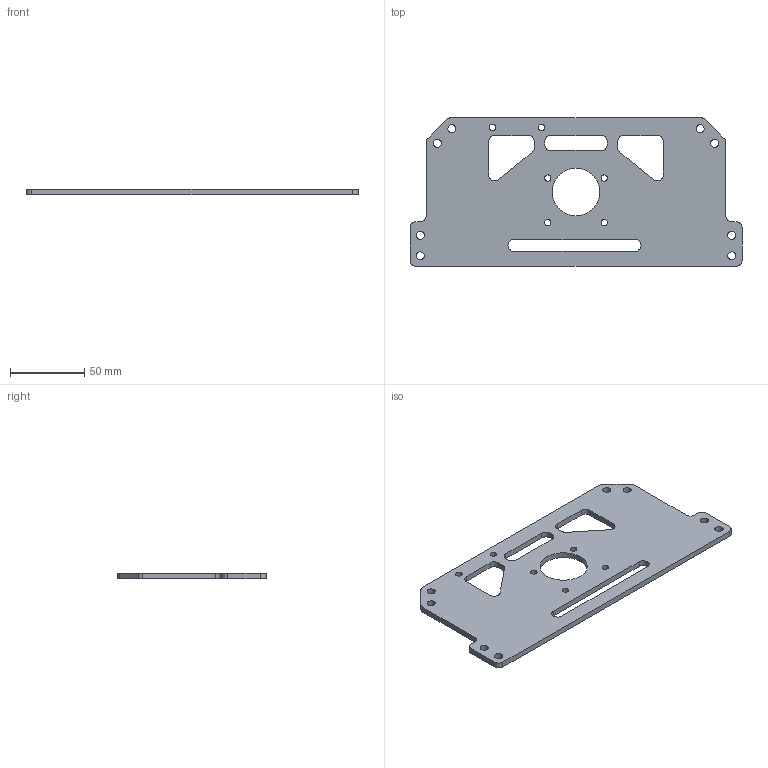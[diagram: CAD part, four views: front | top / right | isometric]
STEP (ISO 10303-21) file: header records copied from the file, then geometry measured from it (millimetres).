
FILE_DESCRIPTION (( 'STEP AP214' ), '1' );
FILE_NAME ('ｵﾗｰ薹3_ﾎﾞｽﾅｼﾜﾂﾝﾎﾆｿﾗ.STEP', '2025-07-29T08:00:21', ( '' ), ( '' ), 'SwSTEP 2.0', 'SolidWorks 2021', '' );
FILE_SCHEMA (( 'AUTOMOTIVE_DESIGN' ));
Length unit declared in the file: millimetre
Products named in the file (1): ｵﾗｰ薹3_ﾎﾞｽﾅｼﾜﾂﾝﾎﾆｿﾗ
Bounding box: 223.6 x 100 x 4 mm (x, y, z)
Volume: 68237.8 mm3; surface area: 39852.3 mm2
Topology: 1 solids, 1 shells, 82 faces, 240 edges, 160 vertices
Faces by surface type: cylinder 56, plane 26
Entity records: 2974 total; most frequent: DIRECTION 518, CARTESIAN_POINT 483, ORIENTED_EDGE 480, EDGE_CURVE 240, AXIS2_PLACEMENT_3D 195, VERTEX_POINT 160, LINE 128, VECTOR 128
